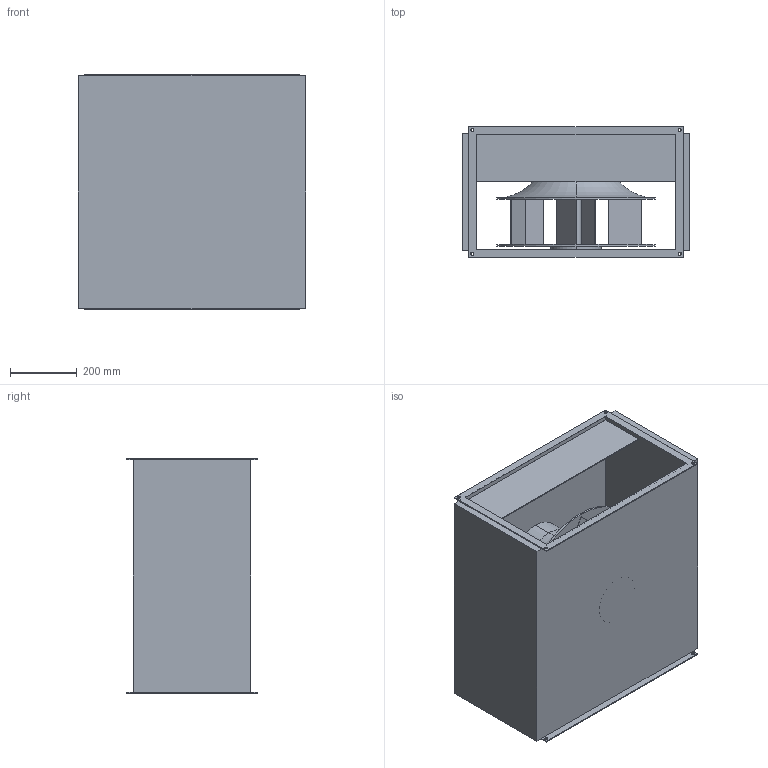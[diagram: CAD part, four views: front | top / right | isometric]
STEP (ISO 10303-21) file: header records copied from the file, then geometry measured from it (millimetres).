
FILE_DESCRIPTION (( 'STEP AP214' ), '1' );
FILE_NAME ('DSK 31 EC.STEP', '2018-05-14T10:33:01', ( 'CADnetwork' ), ( '' ), 'SwSTEP 2.0', 'SolidWorks 2014', '' );
FILE_SCHEMA (( 'AUTOMOTIVE_DESIGN' ));
Length unit declared in the file: millimetre
Products named in the file (1): DSK 31 EC
Bounding box: 680 x 390 x 700 mm (x, y, z)
Volume: 35391324.8 mm3; surface area: 4148293.2 mm2
Topology: 1 solids, 1 shells, 90 faces, 242 edges, 158 vertices
Faces by surface type: plane 62, cylinder 26, torus 2
Entity records: 2900 total; most frequent: CARTESIAN_POINT 491, ORIENTED_EDGE 484, DIRECTION 480, EDGE_CURVE 242, VECTOR 186, LINE 186, VERTEX_POINT 158, AXIS2_PLACEMENT_3D 147
